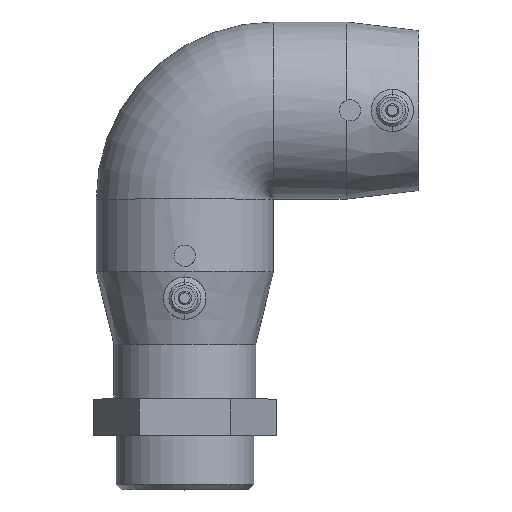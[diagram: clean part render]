
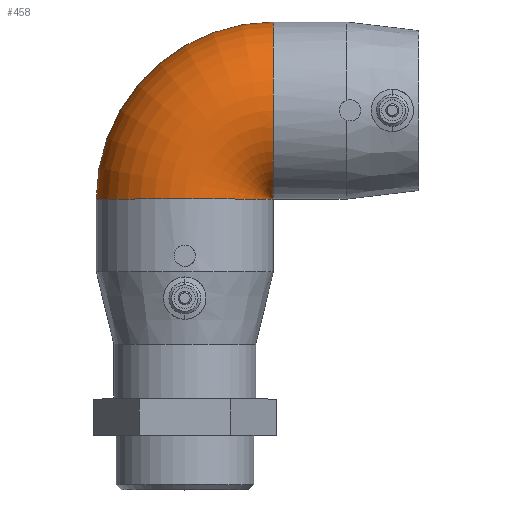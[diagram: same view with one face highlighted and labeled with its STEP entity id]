
A CAD part, top view. The second image highlights one B-rep face of the part: STEP entity #458.
In plain terms, the highlighted toroidal (fillet/blend) face has major radius 33.51 mm and minor radius 33.5 mm.
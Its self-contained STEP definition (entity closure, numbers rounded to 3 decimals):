
#458 = ADVANCED_FACE( '', ( #1205 ), #1206, .T. );
#586 = EDGE_CURVE( '', #718, #1008, #1351, .T. );
#612 = VERTEX_POINT( '', #1380 );
#702 = VERTEX_POINT( '', #1487 );
#718 = VERTEX_POINT( '', #1505 );
#814 = EDGE_CURVE( '', #876, #1008, #1612, .T. );
#836 = EDGE_CURVE( '', #702, #612, #1635, .T. );
#876 = VERTEX_POINT( '', #1681 );
#940 = EDGE_CURVE( '', #876, #612, #1753, .T. );
#952 = EDGE_CURVE( '', #702, #718, #1766, .T. );
#1008 = VERTEX_POINT( '', #1830 );
#1205 = FACE_OUTER_BOUND( '', #2094, .T. );
#1206 = TOROIDAL_SURFACE( '', #2095, 33.51, 33.5 );
#1351 = B_SPLINE_CURVE_WITH_KNOTS( '', 3, ( #2361, #2362, #2363, #2364 ), .UNSPECIFIED., .F., .F., ( 4, 4 ), ( -0.01, 0. ), .UNSPECIFIED. );
#1380 = CARTESIAN_POINT( '', ( -67., -33.5, 0. ) );
#1487 = CARTESIAN_POINT( '', ( 0., -33.5, 0. ) );
#1505 = CARTESIAN_POINT( '', ( 0., 0.005, 33.5 ) );
#1612 = CIRCLE( '', #2897, 33.5 );
#1635 = CIRCLE( '', #2928, 33.5 );
#1681 = CARTESIAN_POINT( '', ( 0.01, 33.51, 0. ) );
#1753 = CIRCLE( '', #3170, 67.01 );
#1766 = B_SPLINE_CURVE_WITH_KNOTS( '', 3, ( #3186, #3187, #3188, #3189, #3190, #3191, #3192, #3193, #3194, #3195, #3196, #3197, #3198, #3199, #3200, #3201, #3202, #3203, #3204, #3205, #3206, #3207, #3208, #3209, #3210, #3211, #3212, #3213, #3214, #3215, #3216, #3217, #3218, #3219, #3220, #3221, #3222, #3223 ), .UNSPECIFIED., .F., .F., ( 4, 2, 2, 2, 2, 2, 2, 2, 2, 2, 2, 2, 2, 2, 2, 2, 2, 2, 4 ), ( 0., 0.415, 1.935, 3.455, 6.495, 9.534, 12.574, 15.656, 18.739, 21.821, 24.903, 27.99, 31.077, 34.165, 37.252, 40.339, 43.426, 46.514, 49.596 ), .UNSPECIFIED. );
#1830 = CARTESIAN_POINT( '', ( 0.01, 0.005, 33.5 ) );
#2094 = EDGE_LOOP( '', ( #3667, #3668, #3669, #3670, #3671 ) );
#2095 = AXIS2_PLACEMENT_3D( '', #3672, #3673, #3674 );
#2361 = CARTESIAN_POINT( '', ( 0., 0.005, 33.5 ) );
#2362 = CARTESIAN_POINT( '', ( 0.003, 0.005, 33.5 ) );
#2363 = CARTESIAN_POINT( '', ( 0.007, 0.005, 33.5 ) );
#2364 = CARTESIAN_POINT( '', ( 0.01, 0.005, 33.5 ) );
#2897 = AXIS2_PLACEMENT_3D( '', #4197, #4198, #4199 );
#2928 = AXIS2_PLACEMENT_3D( '', #4217, #4218, #4219 );
#3170 = AXIS2_PLACEMENT_3D( '', #4349, #4350, #4351 );
#3186 = CARTESIAN_POINT( '', ( 0., -33.5, 0. ) );
#3187 = CARTESIAN_POINT( '', ( 0., -33.498, 0.138 ) );
#3188 = CARTESIAN_POINT( '', ( 0., -33.495, 0.304 ) );
#3189 = CARTESIAN_POINT( '', ( 0., -33.481, 0.949 ) );
#3190 = CARTESIAN_POINT( '', ( 0., -33.463, 1.468 ) );
#3191 = CARTESIAN_POINT( '', ( 0., -33.4, 2.521 ) );
#3192 = CARTESIAN_POINT( '', ( 0., -33.355, 3.055 ) );
#3193 = CARTESIAN_POINT( '', ( 0., -33.181, 4.671 ) );
#3194 = CARTESIAN_POINT( '', ( 0., -33.009, 5.766 ) );
#3195 = CARTESIAN_POINT( '', ( 0., -32.557, 7.93 ) );
#3196 = CARTESIAN_POINT( '', ( 0., -32.276, 9.001 ) );
#3197 = CARTESIAN_POINT( '', ( 0., -31.628, 11.067 ) );
#3198 = CARTESIAN_POINT( '', ( 0., -31.259, 12.063 ) );
#3199 = CARTESIAN_POINT( '', ( 0., -30.468, 13.944 ) );
#3200 = CARTESIAN_POINT( '', ( 0., -30.006, 14.916 ) );
#3201 = CARTESIAN_POINT( '', ( 0., -28.965, 16.849 ) );
#3202 = CARTESIAN_POINT( '', ( 0., -28.386, 17.81 ) );
#3203 = CARTESIAN_POINT( '', ( 0., -27.133, 19.667 ) );
#3204 = CARTESIAN_POINT( '', ( 0., -26.458, 20.564 ) );
#3205 = CARTESIAN_POINT( '', ( 0., -25.055, 22.253 ) );
#3206 = CARTESIAN_POINT( '', ( 0., -24.327, 23.044 ) );
#3207 = CARTESIAN_POINT( '', ( 0., -22.867, 24.493 ) );
#3208 = CARTESIAN_POINT( '', ( 0., -22.07, 25.218 ) );
#3209 = CARTESIAN_POINT( '', ( 0., -20.369, 26.612 ) );
#3210 = CARTESIAN_POINT( '', ( 0., -19.465, 27.28 ) );
#3211 = CARTESIAN_POINT( '', ( 0., -17.596, 28.523 ) );
#3212 = CARTESIAN_POINT( '', ( 0., -16.63, 29.096 ) );
#3213 = CARTESIAN_POINT( '', ( 0., -14.686, 30.125 ) );
#3214 = CARTESIAN_POINT( '', ( 0., -13.709, 30.579 ) );
#3215 = CARTESIAN_POINT( '', ( 0., -11.806, 31.364 ) );
#3216 = CARTESIAN_POINT( '', ( 0., -10.792, 31.73 ) );
#3217 = CARTESIAN_POINT( '', ( 0., -8.688, 32.37 ) );
#3218 = CARTESIAN_POINT( '', ( 0., -7.598, 32.644 ) );
#3219 = CARTESIAN_POINT( '', ( 0., -5.397, 33.08 ) );
#3220 = CARTESIAN_POINT( '', ( 0., -4.285, 33.242 ) );
#3221 = CARTESIAN_POINT( '', ( 0., -2.098, 33.452 ) );
#3222 = CARTESIAN_POINT( '', ( 0., -1.023, 33.5 ) );
#3223 = CARTESIAN_POINT( '', ( 0., 0.005, 33.5 ) );
#3667 = ORIENTED_EDGE( '', *, *, #940, .T. );
#3668 = ORIENTED_EDGE( '', *, *, #836, .F. );
#3669 = ORIENTED_EDGE( '', *, *, #952, .T. );
#3670 = ORIENTED_EDGE( '', *, *, #586, .T. );
#3671 = ORIENTED_EDGE( '', *, *, #814, .F. );
#3672 = CARTESIAN_POINT( '', ( 0.01, -33.5, 0. ) );
#3673 = DIRECTION( '', ( 0., 0., 1. ) );
#3674 = DIRECTION( '', ( 1., 0., 0. ) );
#4197 = CARTESIAN_POINT( '', ( 0.01, 0.01, 0. ) );
#4198 = DIRECTION( '', ( 1., 0., 0. ) );
#4199 = DIRECTION( '', ( 0., -1., 0. ) );
#4217 = CARTESIAN_POINT( '', ( -33.5, -33.5, 0. ) );
#4218 = DIRECTION( '', ( 0., -1., 0. ) );
#4219 = DIRECTION( '', ( -1., 0., 0. ) );
#4349 = CARTESIAN_POINT( '', ( 0.01, -33.5, 0. ) );
#4350 = DIRECTION( '', ( 0., 0., 1. ) );
#4351 = DIRECTION( '', ( 1., 0., 0. ) );
